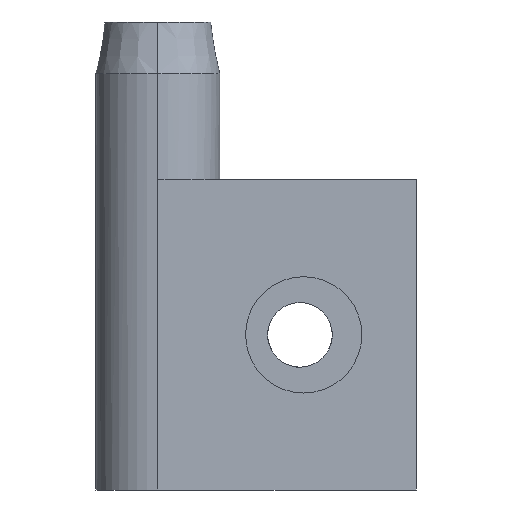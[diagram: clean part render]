
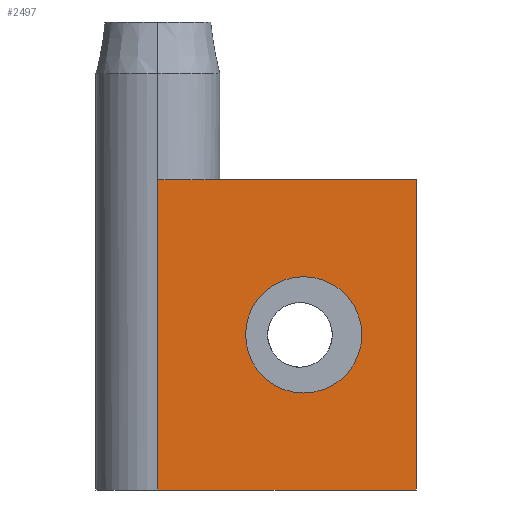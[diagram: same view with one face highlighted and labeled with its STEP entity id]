
A CAD part, left-side view. The second image highlights one B-rep face of the part: STEP entity #2497.
In plain terms, the highlighted planar face has unit normal (-0.999, -0.035, 0).
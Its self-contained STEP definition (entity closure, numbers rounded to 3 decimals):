
#117 = ORIENTED_EDGE ( 'NONE', *, *, #2020, .F. ) ;
#129 = DIRECTION ( 'NONE',  ( 0.999, 0.035, 0. ) ) ;
#215 = CARTESIAN_POINT ( 'NONE',  ( 1.051, 0., 12. ) ) ;
#267 = AXIS2_PLACEMENT_3D ( 'NONE', #905, #129, #676 ) ;
#273 = CARTESIAN_POINT ( 'NONE',  ( 1.051, 0., 22.006 ) ) ;
#296 = CARTESIAN_POINT ( 'NONE',  ( 1.4, -10., 22.006 ) ) ;
#325 = DIRECTION ( 'NONE',  ( -0.999, -0.035, 0. ) ) ;
#411 = EDGE_LOOP ( 'NONE', ( #589, #1196 ) ) ;
#413 = LINE ( 'NONE', #2913, #2916 ) ;
#589 = ORIENTED_EDGE ( 'NONE', *, *, #2752, .T. ) ;
#607 = VERTEX_POINT ( 'NONE', #820 ) ;
#627 = DIRECTION ( 'NONE',  ( 0.999, 0.035, 0. ) ) ;
#629 = VECTOR ( 'NONE', #1499, 1000. ) ;
#653 = DIRECTION ( 'NONE',  ( 0.035, -0.999, 0. ) ) ;
#676 = DIRECTION ( 'NONE',  ( 0.035, -0.999, 0. ) ) ;
#741 = EDGE_CURVE ( 'NONE', #1721, #607, #413, .T. ) ;
#772 = CARTESIAN_POINT ( 'NONE',  ( 1.169, -3.396, 6. ) ) ;
#785 = ORIENTED_EDGE ( 'NONE', *, *, #1951, .T. ) ;
#818 = VERTEX_POINT ( 'NONE', #2068 ) ;
#820 = CARTESIAN_POINT ( 'NONE',  ( 1.122, -2.031, 12. ) ) ;
#905 = CARTESIAN_POINT ( 'NONE',  ( 1.248, -5.645, 6. ) ) ;
#916 = AXIS2_PLACEMENT_3D ( 'NONE', #2439, #627, #2644 ) ;
#1072 = DIRECTION ( 'NONE',  ( 0.035, -0.999, 0. ) ) ;
#1087 = VERTEX_POINT ( 'NONE', #2254 ) ;
#1196 = ORIENTED_EDGE ( 'NONE', *, *, #1886, .T. ) ;
#1221 = DIRECTION ( 'NONE',  ( 0., 0., -1. ) ) ;
#1279 = FACE_BOUND ( 'NONE', #411, .T. ) ;
#1299 = EDGE_CURVE ( 'NONE', #2564, #2790, #2705, .T. ) ;
#1302 = LINE ( 'NONE', #2243, #1828 ) ;
#1440 = VECTOR ( 'NONE', #1221, 1000. ) ;
#1499 = DIRECTION ( 'NONE',  ( 0., 0., -1. ) ) ;
#1567 = CARTESIAN_POINT ( 'NONE',  ( 1.4, -10., 12. ) ) ;
#1576 = EDGE_CURVE ( 'NONE', #2564, #607, #3198, .T. ) ;
#1620 = ORIENTED_EDGE ( 'NONE', *, *, #1299, .F. ) ;
#1699 = DIRECTION ( 'NONE',  ( -0.035, 0.999, 0. ) ) ;
#1721 = VERTEX_POINT ( 'NONE', #215 ) ;
#1748 = CIRCLE ( 'NONE', #916, 2.25 ) ;
#1752 = EDGE_LOOP ( 'NONE', ( #1620, #3037, #2859, #785, #117 ) ) ;
#1828 = VECTOR ( 'NONE', #2317, 1000. ) ;
#1886 = EDGE_CURVE ( 'NONE', #2337, #818, #1748, .T. ) ;
#1951 = EDGE_CURVE ( 'NONE', #1721, #1087, #2776, .T. ) ;
#1957 = FACE_OUTER_BOUND ( 'NONE', #1752, .T. ) ;
#2020 = EDGE_CURVE ( 'NONE', #2790, #1087, #1302, .T. ) ;
#2068 = CARTESIAN_POINT ( 'NONE',  ( 1.326, -7.894, 6. ) ) ;
#2127 = CARTESIAN_POINT ( 'NONE',  ( 1.4, -10., 0. ) ) ;
#2243 = CARTESIAN_POINT ( 'NONE',  ( 1.4, -10., 0. ) ) ;
#2254 = CARTESIAN_POINT ( 'NONE',  ( 1.051, 0., 0. ) ) ;
#2291 = PLANE ( 'NONE',  #2700 ) ;
#2317 = DIRECTION ( 'NONE',  ( -0.035, 0.999, 0. ) ) ;
#2337 = VERTEX_POINT ( 'NONE', #772 ) ;
#2439 = CARTESIAN_POINT ( 'NONE',  ( 1.248, -5.645, 6. ) ) ;
#2497 = ADVANCED_FACE ( 'NONE', ( #1957, #1279 ), #2291, .T. ) ;
#2539 = CIRCLE ( 'NONE', #267, 2.25 ) ;
#2564 = VERTEX_POINT ( 'NONE', #1567 ) ;
#2603 = VECTOR ( 'NONE', #1699, 1000. ) ;
#2644 = DIRECTION ( 'NONE',  ( 0.035, -0.999, 0. ) ) ;
#2700 = AXIS2_PLACEMENT_3D ( 'NONE', #296, #325, #1072 ) ;
#2705 = LINE ( 'NONE', #2984, #1440 ) ;
#2752 = EDGE_CURVE ( 'NONE', #818, #2337, #2539, .T. ) ;
#2776 = LINE ( 'NONE', #273, #629 ) ;
#2790 = VERTEX_POINT ( 'NONE', #2127 ) ;
#2859 = ORIENTED_EDGE ( 'NONE', *, *, #741, .F. ) ;
#2913 = CARTESIAN_POINT ( 'NONE',  ( 1.052, -0.047, 12. ) ) ;
#2916 = VECTOR ( 'NONE', #653, 1000. ) ;
#2984 = CARTESIAN_POINT ( 'NONE',  ( 1.4, -10., 12. ) ) ;
#3037 = ORIENTED_EDGE ( 'NONE', *, *, #1576, .T. ) ;
#3185 = CARTESIAN_POINT ( 'NONE',  ( 1.4, -10., 12. ) ) ;
#3198 = LINE ( 'NONE', #3185, #2603 ) ;
